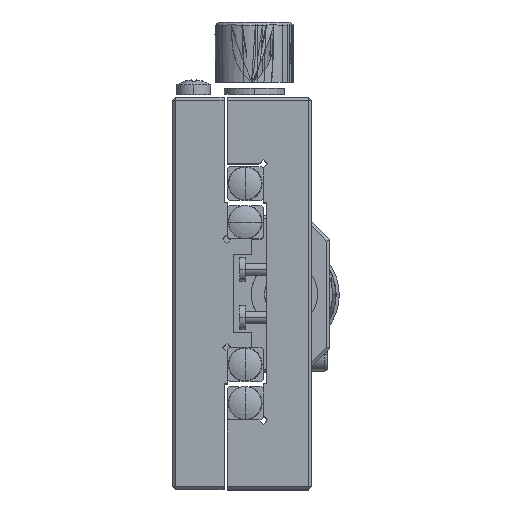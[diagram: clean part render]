
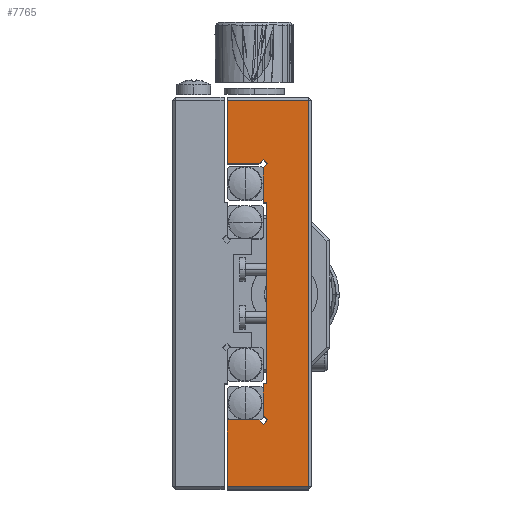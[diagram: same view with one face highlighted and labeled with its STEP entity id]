
A CAD part, top view. The second image highlights one B-rep face of the part: STEP entity #7765.
In plain terms, the highlighted planar face has unit normal (0, 0, -1).
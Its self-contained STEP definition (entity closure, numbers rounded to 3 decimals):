
#200 = DIRECTION ( 'NONE',  ( 0.707, -0.707, 0. ) ) ;
#255 = EDGE_CURVE ( 'NONE', #14853, #3448, #28043, .T. ) ;
#263 = ORIENTED_EDGE ( 'NONE', *, *, #1148, .F. ) ;
#549 = DIRECTION ( 'NONE',  ( 0., -1., 0. ) ) ;
#612 = VECTOR ( 'NONE', #7394, 1000. ) ;
#637 = CARTESIAN_POINT ( 'NONE',  ( -5.187, -23.434, 32.5 ) ) ;
#857 = CARTESIAN_POINT ( 'NONE',  ( -5.187, 19.066, 32.5 ) ) ;
#1148 = EDGE_CURVE ( 'NONE', #4561, #5526, #14977, .T. ) ;
#1190 = ORIENTED_EDGE ( 'NONE', *, *, #9537, .F. ) ;
#1237 = CARTESIAN_POINT ( 'NONE',  ( -11.187, 28.859, 32.5 ) ) ;
#1567 = DIRECTION ( 'NONE',  ( 1., 0., 0. ) ) ;
#2052 = LINE ( 'NONE', #17621, #13530 ) ;
#2192 = CARTESIAN_POINT ( 'NONE',  ( -5.187, 11.859, 32.5 ) ) ;
#2656 = CARTESIAN_POINT ( 'NONE',  ( -5.187, 19.066, 32.5 ) ) ;
#2728 = LINE ( 'NONE', #8980, #23046 ) ;
#2788 = VECTOR ( 'NONE', #23445, 1000. ) ;
#3022 = VECTOR ( 'NONE', #23183, 1000. ) ;
#3419 = LINE ( 'NONE', #8210, #23028 ) ;
#3448 = VERTEX_POINT ( 'NONE', #9829 ) ;
#3698 = DIRECTION ( 'NONE',  ( 0., -1., 0. ) ) ;
#3759 = VECTOR ( 'NONE', #20788, 1000. ) ;
#3973 = EDGE_CURVE ( 'NONE', #6402, #18314, #19013, .T. ) ;
#4561 = VERTEX_POINT ( 'NONE', #13444 ) ;
#4781 = DIRECTION ( 'NONE',  ( -0.707, 0.707, 0. ) ) ;
#5095 = VECTOR ( 'NONE', #19939, 1000. ) ;
#5177 = VERTEX_POINT ( 'NONE', #16590 ) ;
#5526 = VERTEX_POINT ( 'NONE', #18567 ) ;
#5754 = EDGE_CURVE ( 'NONE', #7946, #9154, #13880, .T. ) ;
#5770 = CARTESIAN_POINT ( 'NONE',  ( 2.813, -35.141, 32.5 ) ) ;
#5834 = VECTOR ( 'NONE', #24485, 1000. ) ;
#6073 = CARTESIAN_POINT ( 'NONE',  ( 2.813, 29.359, 32.5 ) ) ;
#6402 = VERTEX_POINT ( 'NONE', #12938 ) ;
#6803 = DIRECTION ( 'NONE',  ( -1., 0., 0. ) ) ;
#7258 = LINE ( 'NONE', #20935, #3759 ) ;
#7394 = DIRECTION ( 'NONE',  ( 1., 0., 0. ) ) ;
#7765 = ADVANCED_FACE ( 'NONE', ( #25586 ), #10738, .F. ) ;
#7817 = VECTOR ( 'NONE', #28786, 1000. ) ;
#7946 = VERTEX_POINT ( 'NONE', #1237 ) ;
#8055 = ORIENTED_EDGE ( 'NONE', *, *, #23893, .F. ) ;
#8064 = DIRECTION ( 'NONE',  ( 0., -1., 0. ) ) ;
#8192 = ORIENTED_EDGE ( 'NONE', *, *, #25436, .F. ) ;
#8210 = CARTESIAN_POINT ( 'NONE',  ( -11.187, 29.359, 32.5 ) ) ;
#8980 = CARTESIAN_POINT ( 'NONE',  ( 2.813, 28.859, 32.5 ) ) ;
#9154 = VERTEX_POINT ( 'NONE', #11113 ) ;
#9210 = ORIENTED_EDGE ( 'NONE', *, *, #14748, .F. ) ;
#9362 = EDGE_CURVE ( 'NONE', #5177, #6402, #3419, .T. ) ;
#9496 = ORIENTED_EDGE ( 'NONE', *, *, #5754, .F. ) ;
#9537 = EDGE_CURVE ( 'NONE', #11776, #14853, #15641, .T. ) ;
#9721 = EDGE_CURVE ( 'NONE', #19491, #23597, #15604, .T. ) ;
#9829 = CARTESIAN_POINT ( 'NONE',  ( -5.187, -24.848, 32.5 ) ) ;
#9830 = CARTESIAN_POINT ( 'NONE',  ( 2.313, -35.641, 32.5 ) ) ;
#9939 = CARTESIAN_POINT ( 'NONE',  ( -11.187, 29.359, 32.5 ) ) ;
#10164 = VECTOR ( 'NONE', #1567, 1000. ) ;
#10644 = VECTOR ( 'NONE', #25015, 1000. ) ;
#10738 = PLANE ( 'NONE',  #13215 ) ;
#11113 = CARTESIAN_POINT ( 'NONE',  ( -11.187, 18.359, 32.5 ) ) ;
#11336 = CARTESIAN_POINT ( 'NONE',  ( -5.187, -24.848, 32.5 ) ) ;
#11485 = EDGE_CURVE ( 'NONE', #16250, #7946, #2728, .T. ) ;
#11495 = VECTOR ( 'NONE', #549, 1000. ) ;
#11505 = DIRECTION ( 'NONE',  ( 0., -1., 0. ) ) ;
#11776 = VERTEX_POINT ( 'NONE', #22889 ) ;
#11785 = LINE ( 'NONE', #11336, #12432 ) ;
#12432 = VECTOR ( 'NONE', #4781, 1000. ) ;
#12632 = LINE ( 'NONE', #21515, #10164 ) ;
#12938 = CARTESIAN_POINT ( 'NONE',  ( -11.187, -35.141, 32.5 ) ) ;
#12948 = CARTESIAN_POINT ( 'NONE',  ( -5.187, 29.359, 32.5 ) ) ;
#12971 = VERTEX_POINT ( 'NONE', #21527 ) ;
#13215 = AXIS2_PLACEMENT_3D ( 'NONE', #6073, #23543, #15239 ) ;
#13295 = EDGE_LOOP ( 'NONE', ( #1190, #26826, #14837, #21070, #9210, #263, #8055, #25784, #19857, #14042, #9496, #19459, #22256, #19710, #17079, #19375, #8192, #20445 ) ) ;
#13319 = EDGE_CURVE ( 'NONE', #21596, #11776, #20484, .T. ) ;
#13444 = CARTESIAN_POINT ( 'NONE',  ( -5.187, 17.652, 32.5 ) ) ;
#13517 = LINE ( 'NONE', #24583, #10644 ) ;
#13530 = VECTOR ( 'NONE', #11505, 1000. ) ;
#13880 = LINE ( 'NONE', #9939, #3022 ) ;
#14042 = ORIENTED_EDGE ( 'NONE', *, *, #21239, .F. ) ;
#14408 = EDGE_CURVE ( 'NONE', #16250, #18314, #25252, .T. ) ;
#14681 = CARTESIAN_POINT ( 'NONE',  ( -4.48, 18.359, 32.5 ) ) ;
#14748 = EDGE_CURVE ( 'NONE', #5526, #24474, #17619, .T. ) ;
#14837 = ORIENTED_EDGE ( 'NONE', *, *, #18424, .F. ) ;
#14853 = VERTEX_POINT ( 'NONE', #27351 ) ;
#14977 = LINE ( 'NONE', #12948, #21524 ) ;
#15239 = DIRECTION ( 'NONE',  ( 1., 0., 0. ) ) ;
#15399 = LINE ( 'NONE', #19906, #7817 ) ;
#15604 = LINE ( 'NONE', #2656, #5834 ) ;
#15641 = LINE ( 'NONE', #637, #16923 ) ;
#16250 = VERTEX_POINT ( 'NONE', #27349 ) ;
#16590 = CARTESIAN_POINT ( 'NONE',  ( -11.187, -24.141, 32.5 ) ) ;
#16790 = EDGE_CURVE ( 'NONE', #24474, #12971, #2052, .T. ) ;
#16923 = VECTOR ( 'NONE', #200, 1000. ) ;
#17079 = ORIENTED_EDGE ( 'NONE', *, *, #9362, .F. ) ;
#17103 = CARTESIAN_POINT ( 'NONE',  ( -5.187, -18.141, 32.5 ) ) ;
#17619 = LINE ( 'NONE', #2192, #5095 ) ;
#17621 = CARTESIAN_POINT ( 'NONE',  ( -4.687, 29.359, 32.5 ) ) ;
#18314 = VERTEX_POINT ( 'NONE', #27542 ) ;
#18424 = EDGE_CURVE ( 'NONE', #12971, #21596, #7258, .T. ) ;
#18567 = CARTESIAN_POINT ( 'NONE',  ( -5.187, 11.859, 32.5 ) ) ;
#19013 = LINE ( 'NONE', #5770, #612 ) ;
#19375 = ORIENTED_EDGE ( 'NONE', *, *, #24462, .F. ) ;
#19459 = ORIENTED_EDGE ( 'NONE', *, *, #11485, .F. ) ;
#19491 = VERTEX_POINT ( 'NONE', #25476 ) ;
#19710 = ORIENTED_EDGE ( 'NONE', *, *, #3973, .F. ) ;
#19748 = CARTESIAN_POINT ( 'NONE',  ( -4.48, -24.141, 32.5 ) ) ;
#19857 = ORIENTED_EDGE ( 'NONE', *, *, #9721, .F. ) ;
#19906 = CARTESIAN_POINT ( 'NONE',  ( -4.48, 18.359, 32.5 ) ) ;
#19939 = DIRECTION ( 'NONE',  ( 1., 0., 0. ) ) ;
#20080 = VECTOR ( 'NONE', #24265, 1000. ) ;
#20445 = ORIENTED_EDGE ( 'NONE', *, *, #255, .F. ) ;
#20484 = LINE ( 'NONE', #27320, #11495 ) ;
#20788 = DIRECTION ( 'NONE',  ( -1., 0., 0. ) ) ;
#20935 = CARTESIAN_POINT ( 'NONE',  ( -5.187, -18.141, 32.5 ) ) ;
#21070 = ORIENTED_EDGE ( 'NONE', *, *, #16790, .F. ) ;
#21239 = EDGE_CURVE ( 'NONE', #9154, #19491, #12632, .T. ) ;
#21515 = CARTESIAN_POINT ( 'NONE',  ( 2.813, 18.359, 32.5 ) ) ;
#21524 = VECTOR ( 'NONE', #22118, 1000. ) ;
#21527 = CARTESIAN_POINT ( 'NONE',  ( -4.687, -18.141, 32.5 ) ) ;
#21596 = VERTEX_POINT ( 'NONE', #17103 ) ;
#22118 = DIRECTION ( 'NONE',  ( 0., -1., 0. ) ) ;
#22256 = ORIENTED_EDGE ( 'NONE', *, *, #14408, .T. ) ;
#22318 = EDGE_CURVE ( 'NONE', #23597, #28717, #23303, .T. ) ;
#22889 = CARTESIAN_POINT ( 'NONE',  ( -5.187, -23.434, 32.5 ) ) ;
#23028 = VECTOR ( 'NONE', #8064, 1000. ) ;
#23046 = VECTOR ( 'NONE', #6803, 1000. ) ;
#23183 = DIRECTION ( 'NONE',  ( 0., -1., 0. ) ) ;
#23303 = LINE ( 'NONE', #23588, #2788 ) ;
#23445 = DIRECTION ( 'NONE',  ( 0.707, -0.707, 0. ) ) ;
#23487 = CARTESIAN_POINT ( 'NONE',  ( -5.894, -24.141, 32.5 ) ) ;
#23543 = DIRECTION ( 'NONE',  ( 0., 0., 1. ) ) ;
#23588 = CARTESIAN_POINT ( 'NONE',  ( -5.187, 19.066, 32.5 ) ) ;
#23597 = VERTEX_POINT ( 'NONE', #857 ) ;
#23893 = EDGE_CURVE ( 'NONE', #28717, #4561, #15399, .T. ) ;
#24265 = DIRECTION ( 'NONE',  ( -0.707, -0.707, 0. ) ) ;
#24462 = EDGE_CURVE ( 'NONE', #27223, #5177, #13517, .T. ) ;
#24474 = VERTEX_POINT ( 'NONE', #26898 ) ;
#24485 = DIRECTION ( 'NONE',  ( 0.707, 0.707, 0. ) ) ;
#24538 = VECTOR ( 'NONE', #3698, 1000. ) ;
#24583 = CARTESIAN_POINT ( 'NONE',  ( 2.813, -24.141, 32.5 ) ) ;
#25015 = DIRECTION ( 'NONE',  ( -1., 0., 0. ) ) ;
#25252 = LINE ( 'NONE', #9830, #24538 ) ;
#25436 = EDGE_CURVE ( 'NONE', #3448, #27223, #11785, .T. ) ;
#25476 = CARTESIAN_POINT ( 'NONE',  ( -5.894, 18.359, 32.5 ) ) ;
#25586 = FACE_OUTER_BOUND ( 'NONE', #13295, .T. ) ;
#25784 = ORIENTED_EDGE ( 'NONE', *, *, #22318, .F. ) ;
#26826 = ORIENTED_EDGE ( 'NONE', *, *, #13319, .F. ) ;
#26898 = CARTESIAN_POINT ( 'NONE',  ( -4.687, 11.859, 32.5 ) ) ;
#27223 = VERTEX_POINT ( 'NONE', #23487 ) ;
#27320 = CARTESIAN_POINT ( 'NONE',  ( -5.187, 29.359, 32.5 ) ) ;
#27349 = CARTESIAN_POINT ( 'NONE',  ( 2.313, 28.859, 32.5 ) ) ;
#27351 = CARTESIAN_POINT ( 'NONE',  ( -4.48, -24.141, 32.5 ) ) ;
#27542 = CARTESIAN_POINT ( 'NONE',  ( 2.313, -35.141, 32.5 ) ) ;
#28043 = LINE ( 'NONE', #19748, #20080 ) ;
#28717 = VERTEX_POINT ( 'NONE', #14681 ) ;
#28786 = DIRECTION ( 'NONE',  ( -0.707, -0.707, 0. ) ) ;
